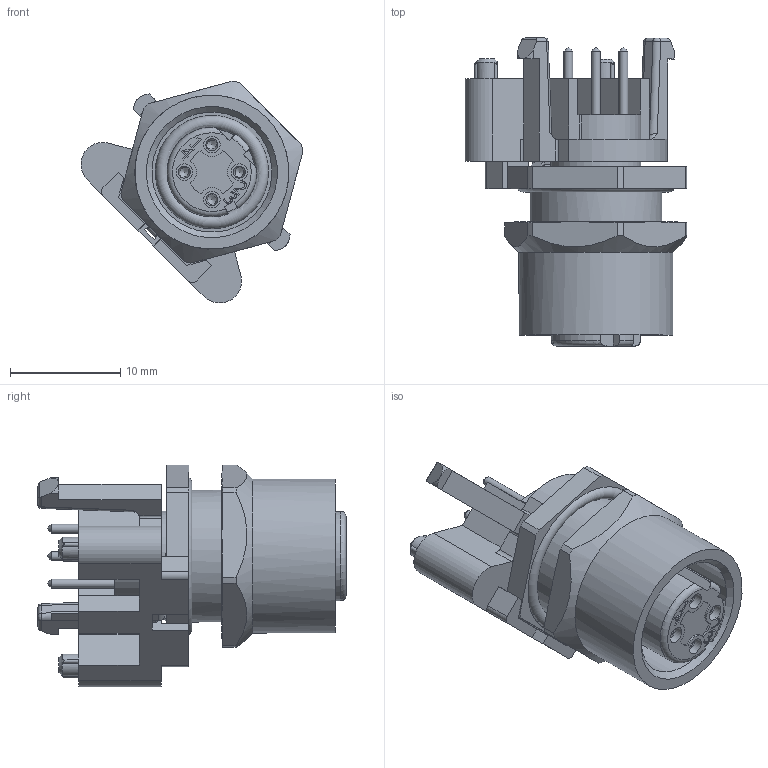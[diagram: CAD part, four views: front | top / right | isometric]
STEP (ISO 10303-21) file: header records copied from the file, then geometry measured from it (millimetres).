
FILE_DESCRIPTION(/* description */ (''),/* implementation_level */ '2;1');
FILE_NAME(/* name */ '43-01221_43K1A535.stp',/* time_stamp */ '2016-02-22T19:52:39+01:00',/* author */ ('Bodos'),/* organization */ (''),/* preprocessor_version */ 'ST-DEVELOPER v15.6',/* originating_system */ 'Autodesk Inventor 2015',/* authorisation */ '');
FILE_SCHEMA (('AUTOMOTIVE_DESIGN { 1 0 10303 214 3 1 1 }'));
Length unit declared in the file: centimetre
Products named in the file (1): 43K1A535
Bounding box: 20.17 x 28 x 20.17 mm (x, y, z)
Volume: 2958.9 mm3; surface area: 4245.1 mm2
Topology: 1 solids, 12 shells, 471 faces, 1221 edges, 766 vertices
Faces by surface type: plane 225, cylinder 147, bspline 57, cone 21, torus 21
Full cylindrical faces by diameter (mm): 0.8 x4, 1.1 x4, 1.5 x4, 1.6 x8, 1.7 x9, 8.15 x1, 8.2 x2, 8.5 x2, 10 x2, 10.92 x1, 12 x2, 14 x1
Entity records: 14856 total; most frequent: CARTESIAN_POINT 3633, ORIENTED_EDGE 2194, DIRECTION 2136, EDGE_CURVE 1092, AXIS2_PLACEMENT_3D 763, VERTEX_POINT 728, LINE 610, VECTOR 610
